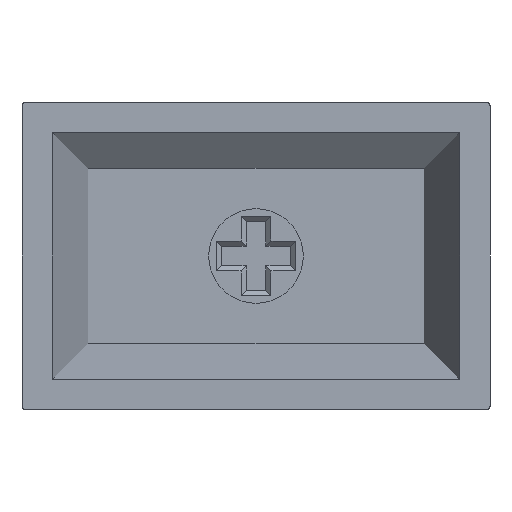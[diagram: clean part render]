
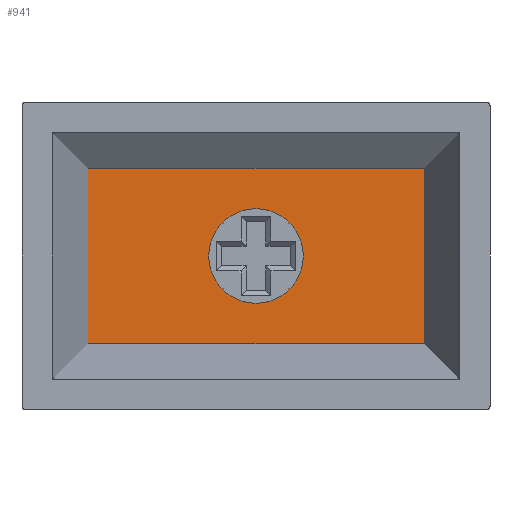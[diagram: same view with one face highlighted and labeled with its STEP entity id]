
A CAD part, front view. The second image highlights one B-rep face of the part: STEP entity #941.
In plain terms, the highlighted planar face has unit normal (0, -1, 0).
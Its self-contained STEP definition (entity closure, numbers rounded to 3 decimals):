
#54=FACE_BOUND('',#178,.T.);
#57=CIRCLE('',#977,2.8);
#121=FACE_OUTER_BOUND('',#177,.T.);
#177=EDGE_LOOP('',(#810,#811,#812,#813));
#178=EDGE_LOOP('',(#814));
#250=LINE('',#2066,#346);
#273=LINE('',#2179,#369);
#276=LINE('',#2183,#372);
#277=LINE('',#2225,#373);
#346=VECTOR('',#1153,10.);
#369=VECTOR('',#1216,10.);
#372=VECTOR('',#1221,10.);
#373=VECTOR('',#1226,10.);
#414=VERTEX_POINT('',#1362);
#433=VERTEX_POINT('',#2063);
#434=VERTEX_POINT('',#2065);
#455=VERTEX_POINT('',#2176);
#456=VERTEX_POINT('',#2178);
#522=EDGE_CURVE('',#414,#414,#57,.T.);
#545=EDGE_CURVE('',#433,#434,#250,.T.);
#579=EDGE_CURVE('',#455,#456,#273,.T.);
#582=EDGE_CURVE('',#456,#433,#276,.T.);
#584=EDGE_CURVE('',#455,#434,#277,.T.);
#810=ORIENTED_EDGE('',*,*,#582,.F.);
#811=ORIENTED_EDGE('',*,*,#579,.F.);
#812=ORIENTED_EDGE('',*,*,#584,.T.);
#813=ORIENTED_EDGE('',*,*,#545,.F.);
#814=ORIENTED_EDGE('',*,*,#522,.T.);
#889=PLANE('',#1008);
#941=ADVANCED_FACE('',(#121,#54),#889,.F.);
#977=AXIS2_PLACEMENT_3D('',#1363,#1130,#1131);
#1008=AXIS2_PLACEMENT_3D('',#2224,#1224,#1225);
#1130=DIRECTION('center_axis',(0.,1.,0.));
#1131=DIRECTION('ref_axis',(1.,0.,0.));
#1153=DIRECTION('',(0.,0.,-1.));
#1216=DIRECTION('',(0.,0.,1.));
#1221=DIRECTION('',(1.,0.,0.));
#1224=DIRECTION('center_axis',(0.,1.,0.));
#1225=DIRECTION('ref_axis',(0.,0.,1.));
#1226=DIRECTION('',(1.,0.,0.));
#1362=CARTESIAN_POINT('',(-2.8,5.7,0.));
#1363=CARTESIAN_POINT('Origin',(0.,5.7,0.));
#2063=CARTESIAN_POINT('',(9.95,5.7,5.2));
#2065=CARTESIAN_POINT('',(9.95,5.7,-5.2));
#2066=CARTESIAN_POINT('',(9.95,5.7,5.2));
#2176=CARTESIAN_POINT('',(-9.95,5.7,-5.2));
#2178=CARTESIAN_POINT('',(-9.95,5.7,5.2));
#2179=CARTESIAN_POINT('',(-9.95,5.7,-5.2));
#2183=CARTESIAN_POINT('',(-4.75,5.7,5.2));
#2224=CARTESIAN_POINT('Origin',(-4.75,5.7,0.));
#2225=CARTESIAN_POINT('',(-4.75,5.7,-5.2));
